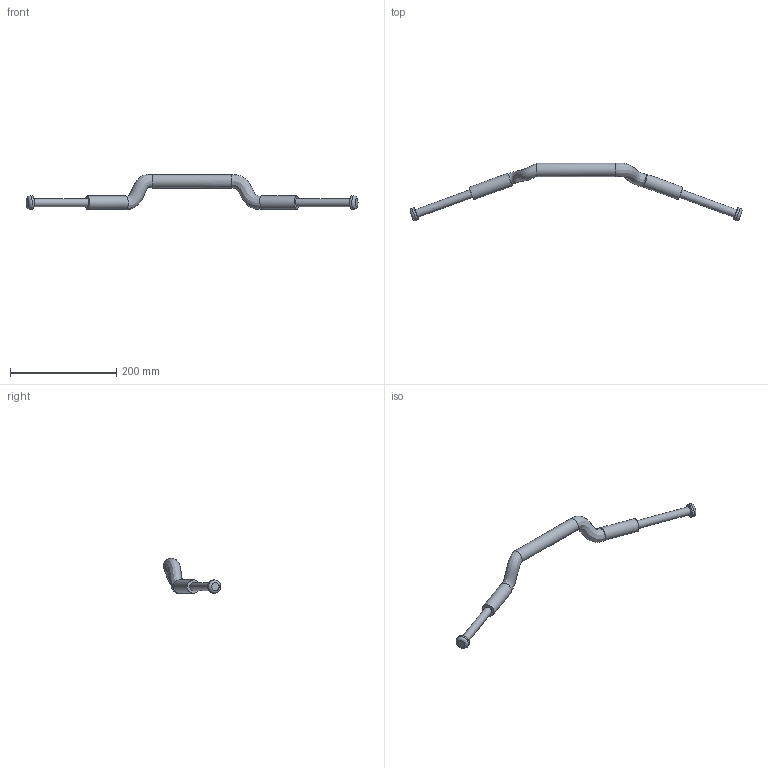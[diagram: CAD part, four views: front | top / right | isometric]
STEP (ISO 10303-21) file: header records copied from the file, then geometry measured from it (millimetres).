
FILE_DESCRIPTION(/* description */ ('Unknown'),/* implementation_level */ '2;1');
FILE_NAME(/* name */ 'Handle_Bar',/* time_stamp */ '2024-09-21T18:06:33-03:00',/* author */ ('Unknown'),/* organization */ ('Unknown'),/* preprocessor_version */ 'ST-DEVELOPER v18.102',/* originating_system */ 'Solid Edge',/* authorisation */ 'Unknown');
FILE_SCHEMA (('AUTOMOTIVE_DESIGN {1 0 10303 214 3 1 1}'));
Length unit declared in the file: millimetre
Products named in the file (1): Part8
Bounding box: 625.58 x 108.58 x 66.48 mm (x, y, z)
Surface area: 49244 mm2 (no closed solid volume)
Topology: 0 solids, 1 shells, 23 faces, 44 edges, 26 vertices
Faces by surface type: plane 10, cylinder 7, torus 4, bspline 2
Full cylindrical faces by diameter (mm): 15 x2, 25 x5
Entity records: 1651 total; most frequent: CARTESIAN_POINT 1244, DIRECTION 85, ORIENTED_EDGE 50, AXIS2_PLACEMENT_3D 42, EDGE_LOOP 40, FACE_BOUND 40, EDGE_CURVE 25, ADVANCED_FACE 23
